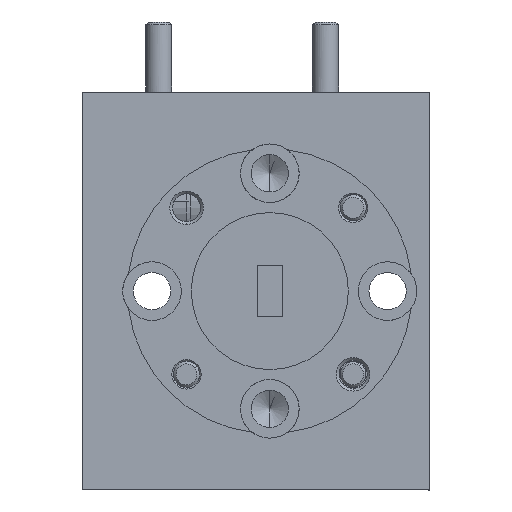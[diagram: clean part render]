
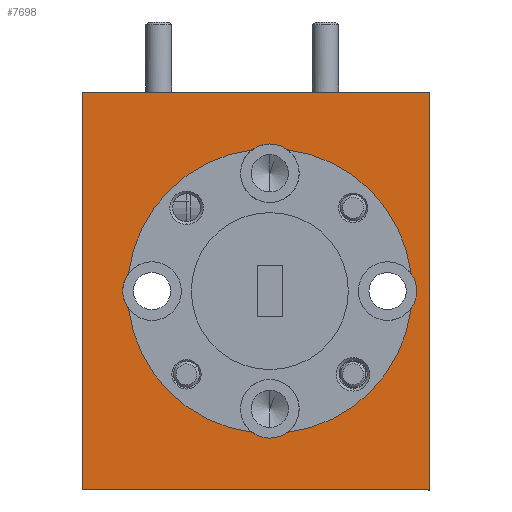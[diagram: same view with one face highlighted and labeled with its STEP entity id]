
A CAD part, left-side view. The second image highlights one B-rep face of the part: STEP entity #7698.
In plain terms, the highlighted planar face has unit normal (-1, 0, 0).
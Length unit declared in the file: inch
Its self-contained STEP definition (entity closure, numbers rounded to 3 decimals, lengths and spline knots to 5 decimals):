
#370 = EDGE_CURVE ( 'NONE', #17759, #5906, #9059, .T. ) ;
#577 = EDGE_CURVE ( 'NONE', #5553, #3597, #14063, .T. ) ;
#782 = CARTESIAN_POINT ( 'NONE',  ( -1.8, 0.412, -0.475 ) ) ;
#808 = CARTESIAN_POINT ( 'NONE',  ( -1.8, 0.412, 0.475 ) ) ;
#945 = EDGE_LOOP ( 'NONE', ( #13669, #8121, #19622, #9298, #16565, #2602, #12478, #8221, #8682, #5664 ) ) ;
#1077 = EDGE_CURVE ( 'NONE', #13163, #2857, #7129, .T. ) ;
#1533 = ORIENTED_EDGE ( 'NONE', *, *, #4262, .F. ) ;
#1572 = EDGE_CURVE ( 'NONE', #5906, #10607, #19151, .T. ) ;
#1600 = CARTESIAN_POINT ( 'NONE',  ( -1.8, 0.412, 0.475 ) ) ;
#1627 = VERTEX_POINT ( 'NONE', #3112 ) ;
#1682 = AXIS2_PLACEMENT_3D ( 'NONE', #19731, #13139, #2203 ) ;
#1915 = CIRCLE ( 'NONE', #17905, 0.07 ) ;
#2094 = CARTESIAN_POINT ( 'NONE',  ( -1.8, 0.412, 0.475 ) ) ;
#2130 = AXIS2_PLACEMENT_3D ( 'NONE', #12834, #11166, #15974 ) ;
#2203 = DIRECTION ( 'NONE',  ( 0., 0., 1. ) ) ;
#2440 = CARTESIAN_POINT ( 'NONE',  ( -1.8, 0.24575, 0. ) ) ;
#2602 = ORIENTED_EDGE ( 'NONE', *, *, #15461, .F. ) ;
#2753 = ORIENTED_EDGE ( 'NONE', *, *, #3590, .T. ) ;
#2857 = VERTEX_POINT ( 'NONE', #4600 ) ;
#3107 = DIRECTION ( 'NONE',  ( -1., 0., 0. ) ) ;
#3112 = CARTESIAN_POINT ( 'NONE',  ( -1.8, 0.412, 0.475 ) ) ;
#3503 = ORIENTED_EDGE ( 'NONE', *, *, #18265, .F. ) ;
#3590 = EDGE_CURVE ( 'NONE', #14870, #16705, #8692, .T. ) ;
#3597 = VERTEX_POINT ( 'NONE', #5683 ) ;
#3875 = DIRECTION ( 'NONE',  ( 0., -1., 0. ) ) ;
#4262 = EDGE_CURVE ( 'NONE', #1627, #4974, #18052, .T. ) ;
#4274 = EDGE_CURVE ( 'NONE', #3597, #6103, #11669, .T. ) ;
#4502 = CIRCLE ( 'NONE', #10168, 0.34 ) ;
#4600 = CARTESIAN_POINT ( 'NONE',  ( -1.8, 0.30193, -0.04177 ) ) ;
#4908 = AXIS2_PLACEMENT_3D ( 'NONE', #15118, #9900, #8332 ) ;
#4974 = VERTEX_POINT ( 'NONE', #20417 ) ;
#5095 = AXIS2_PLACEMENT_3D ( 'NONE', #11633, #17998, #5397 ) ;
#5397 = DIRECTION ( 'NONE',  ( 0., 0., 1. ) ) ;
#5552 = ORIENTED_EDGE ( 'NONE', *, *, #12130, .F. ) ;
#5553 = VERTEX_POINT ( 'NONE', #11797 ) ;
#5602 = AXIS2_PLACEMENT_3D ( 'NONE', #17455, #14511, #13048 ) ;
#5664 = ORIENTED_EDGE ( 'NONE', *, *, #1572, .F. ) ;
#5680 = DIRECTION ( 'NONE',  ( -1., 0., 0. ) ) ;
#5683 = CARTESIAN_POINT ( 'NONE',  ( -1.8, -0.37293, -0.04177 ) ) ;
#5906 = VERTEX_POINT ( 'NONE', #11241 ) ;
#6027 = DIRECTION ( 'NONE',  ( 0., 0., 1. ) ) ;
#6103 = VERTEX_POINT ( 'NONE', #15109 ) ;
#7129 = CIRCLE ( 'NONE', #16784, 0.07 ) ;
#7154 = VERTEX_POINT ( 'NONE', #11558 ) ;
#7364 = VECTOR ( 'NONE', #14103, 39.37008 ) ;
#7698 = ADVANCED_FACE ( 'NONE', ( #10386, #15488 ), #17055, .F. ) ;
#7745 = AXIS2_PLACEMENT_3D ( 'NONE', #9359, #3107, #6027 ) ;
#8121 = ORIENTED_EDGE ( 'NONE', *, *, #16549, .F. ) ;
#8221 = ORIENTED_EDGE ( 'NONE', *, *, #1077, .F. ) ;
#8332 = DIRECTION ( 'NONE',  ( 0., 0., 1. ) ) ;
#8345 = VERTEX_POINT ( 'NONE', #15004 ) ;
#8511 = CARTESIAN_POINT ( 'NONE',  ( -1.8, 0.412, -0.475 ) ) ;
#8682 = ORIENTED_EDGE ( 'NONE', *, *, #17198, .F. ) ;
#8692 = LINE ( 'NONE', #782, #17932 ) ;
#8933 = CARTESIAN_POINT ( 'NONE',  ( -1.8, 0.30193, 0.04177 ) ) ;
#8972 = DIRECTION ( 'NONE',  ( -1., 0., 0. ) ) ;
#9059 = CIRCLE ( 'NONE', #7745, 0.07 ) ;
#9131 = CARTESIAN_POINT ( 'NONE',  ( -1.8, -0.417, -0.475 ) ) ;
#9281 = EDGE_CURVE ( 'NONE', #2857, #8345, #13225, .T. ) ;
#9298 = ORIENTED_EDGE ( 'NONE', *, *, #577, .F. ) ;
#9359 = CARTESIAN_POINT ( 'NONE',  ( -1.8, -0.0355, 0.28125 ) ) ;
#9550 = EDGE_CURVE ( 'NONE', #7154, #5553, #1915, .T. ) ;
#9900 = DIRECTION ( 'NONE',  ( -1., 0., 0. ) ) ;
#10168 = AXIS2_PLACEMENT_3D ( 'NONE', #12048, #10391, #15183 ) ;
#10237 = CIRCLE ( 'NONE', #4908, 0.34 ) ;
#10386 = FACE_BOUND ( 'NONE', #945, .T. ) ;
#10391 = DIRECTION ( 'NONE',  ( -1., 0., 0. ) ) ;
#10392 = VECTOR ( 'NONE', #18703, 39.37008 ) ;
#10492 = CARTESIAN_POINT ( 'NONE',  ( -1.8, -0.07727, 0.33743 ) ) ;
#10559 = DIRECTION ( 'NONE',  ( 0., 0., 1. ) ) ;
#10607 = VERTEX_POINT ( 'NONE', #12946 ) ;
#10641 = CARTESIAN_POINT ( 'NONE',  ( -1.8, -0.0355, -0.28125 ) ) ;
#10916 = DIRECTION ( 'NONE',  ( 0., 0., 1. ) ) ;
#11166 = DIRECTION ( 'NONE',  ( -1., 0., 0. ) ) ;
#11241 = CARTESIAN_POINT ( 'NONE',  ( -1.8, -0.0355, 0.35125 ) ) ;
#11376 = AXIS2_PLACEMENT_3D ( 'NONE', #808, #12245, #12044 ) ;
#11558 = CARTESIAN_POINT ( 'NONE',  ( -1.8, -0.0355, -0.35125 ) ) ;
#11633 = CARTESIAN_POINT ( 'NONE',  ( -1.8, -0.0355, 0. ) ) ;
#11669 = CIRCLE ( 'NONE', #1682, 0.07 ) ;
#11797 = CARTESIAN_POINT ( 'NONE',  ( -1.8, -0.07727, -0.33742 ) ) ;
#12044 = DIRECTION ( 'NONE',  ( 0., 0., -1. ) ) ;
#12048 = CARTESIAN_POINT ( 'NONE',  ( -1.8, -0.0355, 0. ) ) ;
#12130 = EDGE_CURVE ( 'NONE', #4974, #16705, #15673, .T. ) ;
#12245 = DIRECTION ( 'NONE',  ( 1., 0., 0. ) ) ;
#12478 = ORIENTED_EDGE ( 'NONE', *, *, #9281, .F. ) ;
#12834 = CARTESIAN_POINT ( 'NONE',  ( -1.8, -0.0355, -0.28125 ) ) ;
#12946 = CARTESIAN_POINT ( 'NONE',  ( -1.8, 0.00627, 0.33743 ) ) ;
#13048 = DIRECTION ( 'NONE',  ( 0., 0., 1. ) ) ;
#13139 = DIRECTION ( 'NONE',  ( -1., 0., 0. ) ) ;
#13163 = VERTEX_POINT ( 'NONE', #8933 ) ;
#13225 = CIRCLE ( 'NONE', #5602, 0.34 ) ;
#13441 = CIRCLE ( 'NONE', #2130, 0.07 ) ;
#13669 = ORIENTED_EDGE ( 'NONE', *, *, #370, .F. ) ;
#14063 = CIRCLE ( 'NONE', #5095, 0.34 ) ;
#14103 = DIRECTION ( 'NONE',  ( 0., 0., -1. ) ) ;
#14354 = CARTESIAN_POINT ( 'NONE',  ( -1.8, -0.0355, 0.28125 ) ) ;
#14511 = DIRECTION ( 'NONE',  ( -1., 0., 0. ) ) ;
#14870 = VERTEX_POINT ( 'NONE', #8511 ) ;
#15004 = CARTESIAN_POINT ( 'NONE',  ( -1.8, 0.00627, -0.33742 ) ) ;
#15109 = CARTESIAN_POINT ( 'NONE',  ( -1.8, -0.37293, 0.04177 ) ) ;
#15118 = CARTESIAN_POINT ( 'NONE',  ( -1.8, -0.0355, 0. ) ) ;
#15183 = DIRECTION ( 'NONE',  ( 0., 0., 1. ) ) ;
#15443 = DIRECTION ( 'NONE',  ( 0., 0., 1. ) ) ;
#15461 = EDGE_CURVE ( 'NONE', #8345, #7154, #13441, .T. ) ;
#15488 = FACE_OUTER_BOUND ( 'NONE', #16683, .T. ) ;
#15673 = LINE ( 'NONE', #17457, #7364 ) ;
#15974 = DIRECTION ( 'NONE',  ( 0., 0., 1. ) ) ;
#16549 = EDGE_CURVE ( 'NONE', #6103, #17759, #4502, .T. ) ;
#16565 = ORIENTED_EDGE ( 'NONE', *, *, #9550, .F. ) ;
#16683 = EDGE_LOOP ( 'NONE', ( #2753, #5552, #1533, #3503 ) ) ;
#16705 = VERTEX_POINT ( 'NONE', #9131 ) ;
#16784 = AXIS2_PLACEMENT_3D ( 'NONE', #2440, #5680, #10559 ) ;
#16832 = DIRECTION ( 'NONE',  ( 0., -1., 0. ) ) ;
#17055 = PLANE ( 'NONE',  #11376 ) ;
#17198 = EDGE_CURVE ( 'NONE', #10607, #13163, #10237, .T. ) ;
#17455 = CARTESIAN_POINT ( 'NONE',  ( -1.8, -0.0355, 0. ) ) ;
#17457 = CARTESIAN_POINT ( 'NONE',  ( -1.8, -0.417, 0.475 ) ) ;
#17478 = AXIS2_PLACEMENT_3D ( 'NONE', #14354, #18860, #10916 ) ;
#17759 = VERTEX_POINT ( 'NONE', #10492 ) ;
#17905 = AXIS2_PLACEMENT_3D ( 'NONE', #10641, #8972, #15443 ) ;
#17932 = VECTOR ( 'NONE', #16832, 39.37008 ) ;
#17998 = DIRECTION ( 'NONE',  ( -1., 0., 0. ) ) ;
#18052 = LINE ( 'NONE', #2094, #18346 ) ;
#18265 = EDGE_CURVE ( 'NONE', #14870, #1627, #20272, .T. ) ;
#18346 = VECTOR ( 'NONE', #3875, 39.37008 ) ;
#18703 = DIRECTION ( 'NONE',  ( 0., 0., 1. ) ) ;
#18860 = DIRECTION ( 'NONE',  ( -1., 0., 0. ) ) ;
#19151 = CIRCLE ( 'NONE', #17478, 0.07 ) ;
#19622 = ORIENTED_EDGE ( 'NONE', *, *, #4274, .F. ) ;
#19731 = CARTESIAN_POINT ( 'NONE',  ( -1.8, -0.31675, 0. ) ) ;
#20272 = LINE ( 'NONE', #1600, #10392 ) ;
#20417 = CARTESIAN_POINT ( 'NONE',  ( -1.8, -0.417, 0.475 ) ) ;
